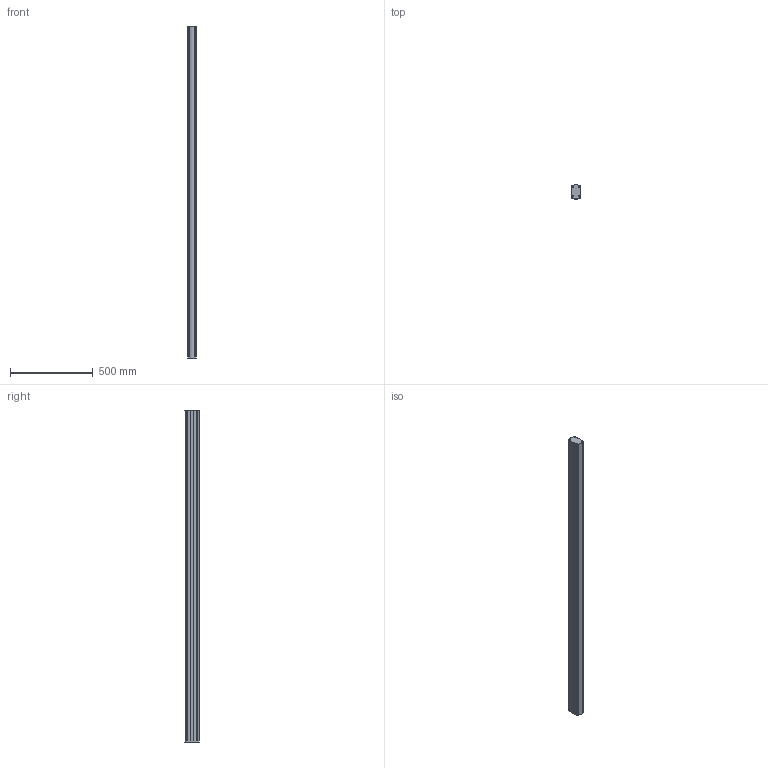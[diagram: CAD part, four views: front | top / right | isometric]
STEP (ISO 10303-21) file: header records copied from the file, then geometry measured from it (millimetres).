
FILE_DESCRIPTION (( 'STEP AP214' ), '1' );
FILE_NAME ('TK060.200.STEP', '2024-07-24T12:49:55', ( '' ), ( '' ), 'SwSTEP 2.0', 'SolidWorks 2023', '' );
FILE_SCHEMA (( 'AUTOMOTIVE_DESIGN' ));
Length unit declared in the file: inch
Products named in the file (1): TK060.200
Bounding box: 53.09 x 84.79 x 2000 mm (x, y, z)
Volume: 8027831.4 mm3; surface area: 646834.9 mm2
Topology: 1 solids, 1 shells, 54 faces, 156 edges, 104 vertices
Faces by surface type: cylinder 40, plane 14
Full cylindrical faces by diameter (mm): 5.4 x4
Entity records: 1843 total; most frequent: DIRECTION 342, CARTESIAN_POINT 311, ORIENTED_EDGE 304, EDGE_CURVE 152, AXIS2_PLACEMENT_3D 135, VERTEX_POINT 104, CIRCLE 80, VECTOR 72
